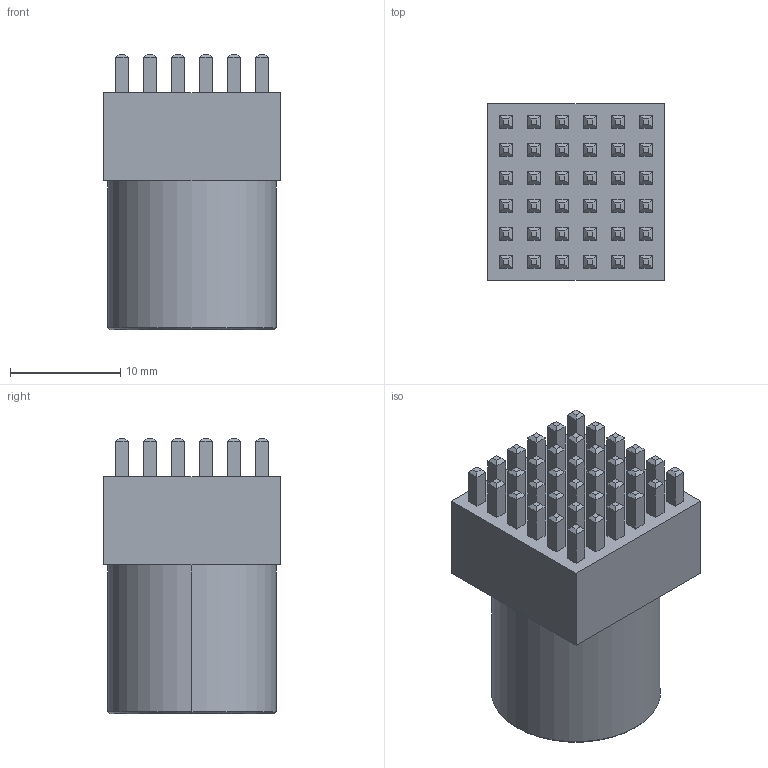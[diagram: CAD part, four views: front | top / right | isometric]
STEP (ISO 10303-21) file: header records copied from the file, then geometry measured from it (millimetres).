
FILE_DESCRIPTION (( 'STEP AP203' ), '1' );
FILE_NAME ('93777-C.STEP', '2013-12-17T18:37:08', ( 'Hajo' ), ( 'Microsoft' ), 'SwSTEP 2.0', 'SolidWorks 2011', '' );
FILE_SCHEMA (( 'CONFIG_CONTROL_DESIGN' ));
Length unit declared in the file: millimetre
Products named in the file (1): 93777-C
Bounding box: 16 x 16 x 25 mm (x, y, z)
Volume: 4367.7 mm3; surface area: 2445.2 mm2
Topology: 1 solids, 1 shells, 341 faces, 756 edges, 453 vertices
Faces by surface type: plane 331, cone 6, cylinder 4
Entity records: 9085 total; most frequent: CARTESIAN_POINT 1549, ORIENTED_EDGE 1508, DIRECTION 1450, EDGE_CURVE 754, VECTOR 742, LINE 742, VERTEX_POINT 453, EDGE_LOOP 379
